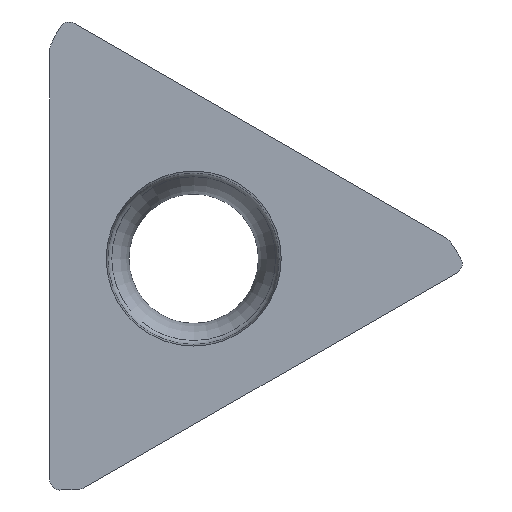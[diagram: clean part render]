
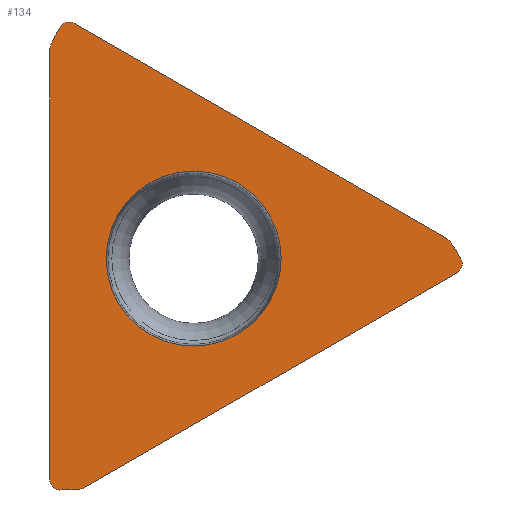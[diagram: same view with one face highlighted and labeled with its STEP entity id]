
A CAD part, top view. The second image highlights one B-rep face of the part: STEP entity #134.
In plain terms, the highlighted planar face has unit normal (0, 0, 1).
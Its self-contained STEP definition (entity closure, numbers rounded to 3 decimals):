
#56=PLANE('',#498);
#82=LINE('',#741,#100);
#84=LINE('',#771,#102);
#91=LINE('',#847,#109);
#100=VECTOR('',#526,1.);
#102=VECTOR('',#530,1.);
#109=VECTOR('',#551,1.);
#134=ADVANCED_FACE('',(#154,#155),#56,.T.);
#154=FACE_BOUND('',#184,.T.);
#155=FACE_BOUND('',#185,.T.);
#184=EDGE_LOOP('',(#283));
#185=EDGE_LOOP('',(#284,#285,#286,#287,#288,#289,#290,#291,#292,#293,#294,
#295));
#283=ORIENTED_EDGE('',*,*,#348,.F.);
#284=ORIENTED_EDGE('',*,*,#354,.F.);
#285=ORIENTED_EDGE('',*,*,#360,.F.);
#286=ORIENTED_EDGE('',*,*,#371,.F.);
#287=ORIENTED_EDGE('',*,*,#382,.F.);
#288=ORIENTED_EDGE('',*,*,#374,.F.);
#289=ORIENTED_EDGE('',*,*,#380,.F.);
#290=ORIENTED_EDGE('',*,*,#386,.F.);
#291=ORIENTED_EDGE('',*,*,#391,.F.);
#292=ORIENTED_EDGE('',*,*,#388,.F.);
#293=ORIENTED_EDGE('',*,*,#365,.T.);
#294=ORIENTED_EDGE('',*,*,#350,.F.);
#295=ORIENTED_EDGE('',*,*,#367,.F.);
#307=VERTEX_POINT('',#675);
#308=VERTEX_POINT('',#678);
#310=VERTEX_POINT('',#681);
#313=VERTEX_POINT('',#712);
#314=VERTEX_POINT('',#714);
#319=VERTEX_POINT('',#740);
#323=VERTEX_POINT('',#772);
#325=VERTEX_POINT('',#787);
#327=VERTEX_POINT('',#817);
#329=VERTEX_POINT('',#820);
#334=VERTEX_POINT('',#846);
#336=VERTEX_POINT('',#868);
#338=VERTEX_POINT('',#898);
#348=EDGE_CURVE('',#307,#307,#407,.T.);
#350=EDGE_CURVE('',#308,#310,#408,.T.);
#354=EDGE_CURVE('',#313,#314,#409,.T.);
#360=EDGE_CURVE('',#319,#313,#82,.T.);
#365=EDGE_CURVE('',#323,#310,#84,.T.);
#367=EDGE_CURVE('',#314,#308,#410,.T.);
#371=EDGE_CURVE('',#325,#319,#411,.T.);
#374=EDGE_CURVE('',#327,#329,#412,.T.);
#380=EDGE_CURVE('',#334,#327,#91,.T.);
#382=EDGE_CURVE('',#329,#325,#413,.T.);
#386=EDGE_CURVE('',#336,#334,#414,.T.);
#388=EDGE_CURVE('',#323,#338,#415,.T.);
#391=EDGE_CURVE('',#338,#336,#416,.T.);
#407=CIRCLE('',#469,1.691);
#408=CIRCLE('',#471,0.2);
#409=CIRCLE('',#473,0.25);
#410=CIRCLE('',#477,3.5);
#411=CIRCLE('',#479,0.2);
#412=CIRCLE('',#481,0.25);
#413=CIRCLE('',#484,3.5);
#414=CIRCLE('',#486,0.2);
#415=CIRCLE('',#488,0.25);
#416=CIRCLE('',#490,3.5);
#469=AXIS2_PLACEMENT_3D('',#674,#508,#509);
#471=AXIS2_PLACEMENT_3D('',#680,#513,#514);
#473=AXIS2_PLACEMENT_3D('',#713,#519,#520);
#477=AXIS2_PLACEMENT_3D('',#775,#534,#535);
#479=AXIS2_PLACEMENT_3D('',#789,#539,#540);
#481=AXIS2_PLACEMENT_3D('',#819,#544,#545);
#484=AXIS2_PLACEMENT_3D('',#856,#554,#555);
#486=AXIS2_PLACEMENT_3D('',#870,#559,#560);
#488=AXIS2_PLACEMENT_3D('',#897,#563,#564);
#490=AXIS2_PLACEMENT_3D('',#909,#568,#569);
#498=AXIS2_PLACEMENT_3D('',#992,#584,#585);
#508=DIRECTION('',(0.,0.,1.));
#509=DIRECTION('',(1.,0.,0.));
#513=DIRECTION('',(0.,0.,-1.));
#514=DIRECTION('',(1.,0.,0.));
#519=DIRECTION('',(0.,0.,-1.));
#520=DIRECTION('',(1.,0.,0.));
#526=DIRECTION('',(0.,1.,0.));
#530=DIRECTION('',(-0.866,0.5,0.));
#534=DIRECTION('',(0.,0.,-1.));
#535=DIRECTION('',(1.,0.,0.));
#539=DIRECTION('',(0.,0.,-1.));
#540=DIRECTION('',(1.,0.,0.));
#544=DIRECTION('',(0.,0.,-1.));
#545=DIRECTION('',(1.,0.,0.));
#551=DIRECTION('',(-0.866,-0.5,0.));
#554=DIRECTION('',(0.,0.,-1.));
#555=DIRECTION('',(1.,0.,0.));
#559=DIRECTION('',(0.,0.,-1.));
#560=DIRECTION('',(1.,0.,0.));
#563=DIRECTION('',(0.,0.,-1.));
#564=DIRECTION('',(1.,0.,0.));
#568=DIRECTION('',(0.,0.,-1.));
#569=DIRECTION('',(1.,0.,0.));
#584=DIRECTION('',(0.,0.,1.));
#585=DIRECTION('',(1.,0.,0.));
#674=CARTESIAN_POINT('',(0.,0.,0.));
#675=CARTESIAN_POINT('',(1.691,0.,0.));
#678=CARTESIAN_POINT('',(-2.58,4.472,0.));
#680=CARTESIAN_POINT('',(-2.408,4.37,0.));
#681=CARTESIAN_POINT('',(-2.308,4.543,0.));
#712=CARTESIAN_POINT('',(-2.78,4.03,0.));
#713=CARTESIAN_POINT('',(-2.53,4.03,0.));
#714=CARTESIAN_POINT('',(-2.757,4.134,0.));
#740=CARTESIAN_POINT('',(-2.78,-4.27,0.));
#741=CARTESIAN_POINT('',(-2.78,6.,0.));
#771=CARTESIAN_POINT('',(-2.966,4.923,0.));
#772=CARTESIAN_POINT('',(4.88,0.392,0.));
#775=CARTESIAN_POINT('',(0.426,2.679,0.));
#787=CARTESIAN_POINT('',(-2.583,-4.47,0.));
#789=CARTESIAN_POINT('',(-2.58,-4.27,0.));
#817=CARTESIAN_POINT('',(-2.1,-4.423,0.));
#819=CARTESIAN_POINT('',(-2.225,-4.206,0.));
#820=CARTESIAN_POINT('',(-2.202,-4.455,0.));
#846=CARTESIAN_POINT('',(5.088,-0.272,0.));
#847=CARTESIAN_POINT('',(-3.806,-5.408,0.));
#856=CARTESIAN_POINT('',(-2.533,-0.971,0.));
#868=CARTESIAN_POINT('',(5.163,-0.002,0.));
#870=CARTESIAN_POINT('',(4.988,-0.099,0.));
#897=CARTESIAN_POINT('',(4.755,0.176,0.));
#898=CARTESIAN_POINT('',(4.959,0.321,0.));
#909=CARTESIAN_POINT('',(2.107,-1.708,0.));
#992=CARTESIAN_POINT('',(0.,0.,0.));
